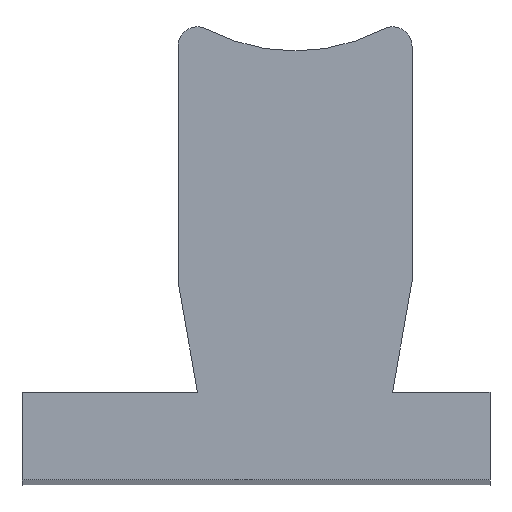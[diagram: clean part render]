
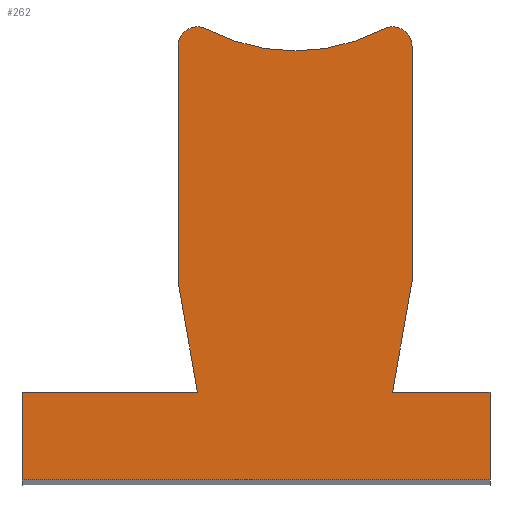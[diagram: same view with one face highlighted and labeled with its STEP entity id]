
A CAD part, left-side view. The second image highlights one B-rep face of the part: STEP entity #262.
In plain terms, the highlighted planar face has unit normal (-1, 0, 0).
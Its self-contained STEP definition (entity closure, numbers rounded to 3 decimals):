
#20=PLANE('',#304);
#34=FACE_OUTER_BOUND('',#48,.T.);
#48=EDGE_LOOP('',(#221,#222,#223,#224,#225,#226,#227,#228,#229,#230,#231,
#232));
#54=LINE('',#392,#82);
#57=LINE('',#398,#85);
#67=LINE('',#427,#95);
#69=LINE('',#431,#97);
#71=LINE('',#434,#99);
#74=LINE('',#445,#102);
#75=LINE('',#447,#103);
#76=LINE('',#449,#104);
#77=LINE('',#450,#105);
#82=VECTOR('',#318,10.);
#85=VECTOR('',#323,10.);
#95=VECTOR('',#347,10.);
#97=VECTOR('',#351,10.);
#99=VECTOR('',#355,10.);
#102=VECTOR('',#368,10.);
#103=VECTOR('',#369,10.);
#104=VECTOR('',#370,10.);
#105=VECTOR('',#371,10.);
#114=CIRCLE('',#296,5.);
#115=CIRCLE('',#301,5.);
#116=CIRCLE('',#303,48.5);
#118=VERTEX_POINT('',#386);
#120=VERTEX_POINT('',#390);
#122=VERTEX_POINT('',#396);
#132=VERTEX_POINT('',#420);
#133=VERTEX_POINT('',#422);
#134=VERTEX_POINT('',#426);
#135=VERTEX_POINT('',#430);
#136=VERTEX_POINT('',#436);
#137=VERTEX_POINT('',#438);
#138=VERTEX_POINT('',#444);
#139=VERTEX_POINT('',#446);
#140=VERTEX_POINT('',#448);
#144=EDGE_CURVE('',#118,#120,#54,.T.);
#147=EDGE_CURVE('',#122,#120,#57,.T.);
#159=EDGE_CURVE('',#133,#132,#114,.T.);
#161=EDGE_CURVE('',#133,#134,#67,.T.);
#163=EDGE_CURVE('',#134,#135,#69,.T.);
#165=EDGE_CURVE('',#135,#122,#71,.T.);
#167=EDGE_CURVE('',#136,#137,#115,.T.);
#169=EDGE_CURVE('',#137,#132,#116,.T.);
#170=EDGE_CURVE('',#136,#138,#74,.T.);
#171=EDGE_CURVE('',#138,#139,#75,.T.);
#172=EDGE_CURVE('',#139,#140,#76,.T.);
#173=EDGE_CURVE('',#140,#118,#77,.T.);
#221=ORIENTED_EDGE('',*,*,#144,.T.);
#222=ORIENTED_EDGE('',*,*,#147,.F.);
#223=ORIENTED_EDGE('',*,*,#165,.F.);
#224=ORIENTED_EDGE('',*,*,#163,.F.);
#225=ORIENTED_EDGE('',*,*,#161,.F.);
#226=ORIENTED_EDGE('',*,*,#159,.T.);
#227=ORIENTED_EDGE('',*,*,#169,.F.);
#228=ORIENTED_EDGE('',*,*,#167,.F.);
#229=ORIENTED_EDGE('',*,*,#170,.T.);
#230=ORIENTED_EDGE('',*,*,#171,.T.);
#231=ORIENTED_EDGE('',*,*,#172,.T.);
#232=ORIENTED_EDGE('',*,*,#173,.T.);
#262=ADVANCED_FACE('',(#34),#20,.F.);
#296=AXIS2_PLACEMENT_3D('',#423,#342,#343);
#301=AXIS2_PLACEMENT_3D('',#439,#359,#360);
#303=AXIS2_PLACEMENT_3D('',#442,#364,#365);
#304=AXIS2_PLACEMENT_3D('',#443,#366,#367);
#318=DIRECTION('',(0.,-1.,0.));
#323=DIRECTION('',(0.,0.,-1.));
#342=DIRECTION('center_axis',(-1.,0.,0.));
#343=DIRECTION('ref_axis',(0.,-0.516,0.857));
#347=DIRECTION('',(0.,0.,-1.));
#351=DIRECTION('',(0.,0.174,-0.985));
#355=DIRECTION('',(0.,-1.,0.));
#359=DIRECTION('center_axis',(1.,0.,0.));
#360=DIRECTION('ref_axis',(0.,0.516,0.857));
#364=DIRECTION('center_axis',(-1.,0.,0.));
#365=DIRECTION('ref_axis',(0.,1.,0.));
#366=DIRECTION('center_axis',(1.,0.,0.));
#367=DIRECTION('ref_axis',(0.,0.,-1.));
#368=DIRECTION('',(0.,0.,-1.));
#369=DIRECTION('',(0.,-0.174,-0.985));
#370=DIRECTION('',(0.,1.,0.));
#371=DIRECTION('',(0.,0.,-1.));
#386=CARTESIAN_POINT('',(-30.,70.,-158.496));
#390=CARTESIAN_POINT('',(-30.,-50.,-158.496));
#392=CARTESIAN_POINT('',(-30.,0.,-158.496));
#396=CARTESIAN_POINT('',(-30.,-50.,-136.));
#398=CARTESIAN_POINT('',(-30.,-50.,-160.));
#420=CARTESIAN_POINT('',(-30.,-22.664,-42.879));
#422=CARTESIAN_POINT('',(-30.,-30.,-47.3));
#423=CARTESIAN_POINT('Origin',(-30.,-25.,-47.3));
#426=CARTESIAN_POINT('',(-30.,-30.,-107.644));
#427=CARTESIAN_POINT('',(-30.,-30.,-107.644));
#430=CARTESIAN_POINT('',(-30.,-25.,-136.));
#431=CARTESIAN_POINT('',(-30.,-25.,-136.));
#434=CARTESIAN_POINT('',(-30.,-50.,-136.));
#436=CARTESIAN_POINT('',(-30.,30.,-47.3));
#438=CARTESIAN_POINT('',(-30.,22.664,-42.879));
#439=CARTESIAN_POINT('Origin',(-30.,25.,-47.3));
#442=CARTESIAN_POINT('Origin',(-30.,0.,0.));
#443=CARTESIAN_POINT('Origin',(-30.,25.,-99.054));
#444=CARTESIAN_POINT('',(-30.,30.,-107.644));
#445=CARTESIAN_POINT('',(-30.,30.,-107.644));
#446=CARTESIAN_POINT('',(-30.,25.,-136.));
#447=CARTESIAN_POINT('',(-30.,25.,-136.));
#448=CARTESIAN_POINT('',(-30.,70.,-136.));
#449=CARTESIAN_POINT('',(-30.,50.,-136.));
#450=CARTESIAN_POINT('',(-30.,70.,-129.527));
